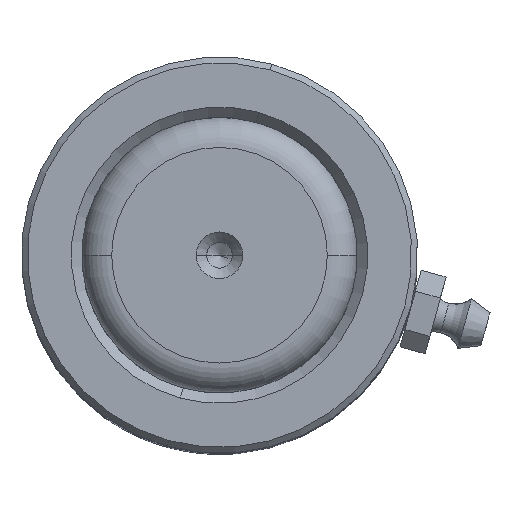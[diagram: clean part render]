
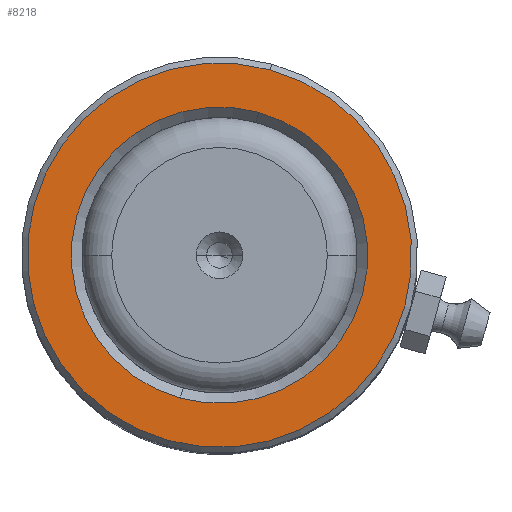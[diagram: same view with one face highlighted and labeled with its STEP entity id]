
A CAD part, top view. The second image highlights one B-rep face of the part: STEP entity #8218.
In plain terms, the highlighted planar face has unit normal (0, 0, 1).
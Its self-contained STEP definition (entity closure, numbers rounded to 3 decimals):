
#5 = DIRECTION ( 'NONE',  ( 1., 0., 0. ) ) ;
#141 = CARTESIAN_POINT ( 'NONE',  ( -22.3, 0., 80. ) ) ;
#473 = VERTEX_POINT ( 'NONE', #5458 ) ;
#476 = ORIENTED_EDGE ( 'NONE', *, *, #1722, .T. ) ;
#521 = FACE_OUTER_BOUND ( 'NONE', #3551, .T. ) ;
#809 = CARTESIAN_POINT ( 'NONE',  ( -17.2, 0., 80. ) ) ;
#1487 = ORIENTED_EDGE ( 'NONE', *, *, #1681, .T. ) ;
#1681 = EDGE_CURVE ( 'NONE', #3341, #473, #7454, .T. ) ;
#1711 = CIRCLE ( 'NONE', #7972, 17.2 ) ;
#1722 = EDGE_CURVE ( 'NONE', #7580, #2695, #7658, .T. ) ;
#2097 = DIRECTION ( 'NONE',  ( 0., 0., 1. ) ) ;
#2156 = PLANE ( 'NONE',  #7029 ) ;
#2695 = VERTEX_POINT ( 'NONE', #141 ) ;
#2696 = CARTESIAN_POINT ( 'NONE',  ( 22.3, 0., 80. ) ) ;
#3341 = VERTEX_POINT ( 'NONE', #809 ) ;
#3437 = CARTESIAN_POINT ( 'NONE',  ( 0., 0., 80. ) ) ;
#3551 = EDGE_LOOP ( 'NONE', ( #7483, #476 ) ) ;
#3583 = DIRECTION ( 'NONE',  ( 1., 0., 0. ) ) ;
#4467 = CARTESIAN_POINT ( 'NONE',  ( 0., 0., 80. ) ) ;
#4611 = AXIS2_PLACEMENT_3D ( 'NONE', #6885, #7549, #6858 ) ;
#4633 = EDGE_CURVE ( 'NONE', #2695, #7580, #7396, .T. ) ;
#4881 = DIRECTION ( 'NONE',  ( 0., 0., -1. ) ) ;
#5160 = DIRECTION ( 'NONE',  ( 0., 0., -1. ) ) ;
#5458 = CARTESIAN_POINT ( 'NONE',  ( 17.2, 0., 80. ) ) ;
#6154 = DIRECTION ( 'NONE',  ( 1., 0., 0. ) ) ;
#6254 = CARTESIAN_POINT ( 'NONE',  ( 0., 0., 80. ) ) ;
#6419 = AXIS2_PLACEMENT_3D ( 'NONE', #6874, #2097, #6154 ) ;
#6775 = ORIENTED_EDGE ( 'NONE', *, *, #7775, .T. ) ;
#6858 = DIRECTION ( 'NONE',  ( 1., 0., 0. ) ) ;
#6874 = CARTESIAN_POINT ( 'NONE',  ( 0., 0., 80. ) ) ;
#6885 = CARTESIAN_POINT ( 'NONE',  ( 0., 0., 80. ) ) ;
#6909 = AXIS2_PLACEMENT_3D ( 'NONE', #4467, #5160, #7122 ) ;
#6932 = DIRECTION ( 'NONE',  ( 0., 0., 1. ) ) ;
#7029 = AXIS2_PLACEMENT_3D ( 'NONE', #3437, #6932, #5 ) ;
#7122 = DIRECTION ( 'NONE',  ( 1., 0., 0. ) ) ;
#7371 = EDGE_LOOP ( 'NONE', ( #6775, #1487 ) ) ;
#7396 = CIRCLE ( 'NONE', #4611, 22.3 ) ;
#7454 = CIRCLE ( 'NONE', #6909, 17.2 ) ;
#7483 = ORIENTED_EDGE ( 'NONE', *, *, #4633, .T. ) ;
#7549 = DIRECTION ( 'NONE',  ( 0., 0., 1. ) ) ;
#7580 = VERTEX_POINT ( 'NONE', #2696 ) ;
#7658 = CIRCLE ( 'NONE', #6419, 22.3 ) ;
#7775 = EDGE_CURVE ( 'NONE', #473, #3341, #1711, .T. ) ;
#7972 = AXIS2_PLACEMENT_3D ( 'NONE', #6254, #4881, #3583 ) ;
#8218 = ADVANCED_FACE ( 'NONE', ( #521, #8887 ), #2156, .T. ) ;
#8887 = FACE_BOUND ( 'NONE', #7371, .T. ) ;
